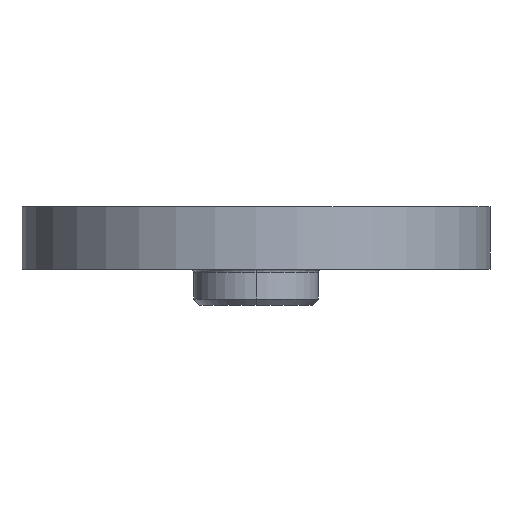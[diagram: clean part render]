
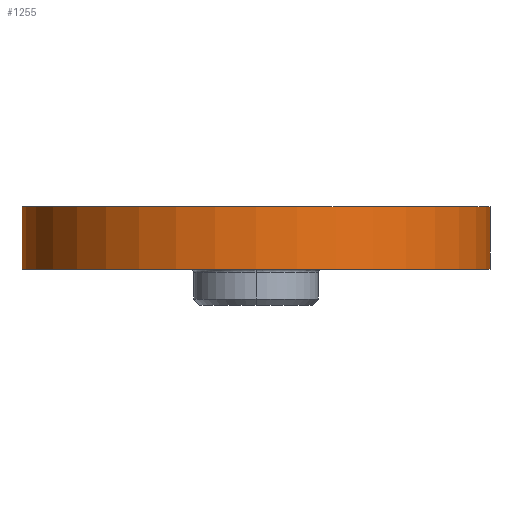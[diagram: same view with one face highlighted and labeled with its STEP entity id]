
A CAD part, left-side view. The second image highlights one B-rep face of the part: STEP entity #1255.
In plain terms, the highlighted cylindrical face has radius 37.5 mm (diameter 75 mm), a partial arc.
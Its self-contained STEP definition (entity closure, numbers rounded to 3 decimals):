
#8 = CARTESIAN_POINT ( 'NONE',  ( 0., -37.5, 10. ) ) ;
#52 = CARTESIAN_POINT ( 'NONE',  ( 0., 0., 10. ) ) ;
#228 = CARTESIAN_POINT ( 'NONE',  ( 0., -37.5, 0. ) ) ;
#260 = AXIS2_PLACEMENT_3D ( 'NONE', #1009, #762, #1256 ) ;
#272 = CIRCLE ( 'NONE', #260, 37.5 ) ;
#283 = EDGE_CURVE ( 'NONE', #1320, #609, #1388, .T. ) ;
#286 = VECTOR ( 'NONE', #1418, 1000. ) ;
#308 = DIRECTION ( 'NONE',  ( 0., 0., -1. ) ) ;
#310 = EDGE_CURVE ( 'NONE', #999, #355, #1366, .T. ) ;
#336 = CARTESIAN_POINT ( 'NONE',  ( 0., 0., 0. ) ) ;
#355 = VERTEX_POINT ( 'NONE', #228 ) ;
#418 = DIRECTION ( 'NONE',  ( 0., 0., -1. ) ) ;
#433 = ORIENTED_EDGE ( 'NONE', *, *, #310, .F. ) ;
#435 = EDGE_CURVE ( 'NONE', #1320, #999, #272, .T. ) ;
#475 = CYLINDRICAL_SURFACE ( 'NONE', #1132, 37.5 ) ;
#557 = DIRECTION ( 'NONE',  ( 0., 1., 0. ) ) ;
#564 = FACE_OUTER_BOUND ( 'NONE', #1239, .T. ) ;
#609 = VERTEX_POINT ( 'NONE', #1406 ) ;
#642 = AXIS2_PLACEMENT_3D ( 'NONE', #336, #1198, #557 ) ;
#651 = ORIENTED_EDGE ( 'NONE', *, *, #283, .T. ) ;
#762 = DIRECTION ( 'NONE',  ( 0., 0., 1. ) ) ;
#787 = CARTESIAN_POINT ( 'NONE',  ( 0., 37.5, 10. ) ) ;
#807 = CARTESIAN_POINT ( 'NONE',  ( 0., -37.5, 10. ) ) ;
#866 = VECTOR ( 'NONE', #308, 1000. ) ;
#934 = ORIENTED_EDGE ( 'NONE', *, *, #435, .F. ) ;
#999 = VERTEX_POINT ( 'NONE', #8 ) ;
#1009 = CARTESIAN_POINT ( 'NONE',  ( 0., 0., 10. ) ) ;
#1019 = ORIENTED_EDGE ( 'NONE', *, *, #1573, .F. ) ;
#1035 = DIRECTION ( 'NONE',  ( 0., 1., 0. ) ) ;
#1061 = CIRCLE ( 'NONE', #642, 37.5 ) ;
#1132 = AXIS2_PLACEMENT_3D ( 'NONE', #52, #418, #1035 ) ;
#1198 = DIRECTION ( 'NONE',  ( 0., 0., -1. ) ) ;
#1239 = EDGE_LOOP ( 'NONE', ( #433, #934, #651, #1019 ) ) ;
#1255 = ADVANCED_FACE ( 'NONE', ( #564 ), #475, .T. ) ;
#1256 = DIRECTION ( 'NONE',  ( 0., 1., 0. ) ) ;
#1320 = VERTEX_POINT ( 'NONE', #787 ) ;
#1366 = LINE ( 'NONE', #807, #866 ) ;
#1388 = LINE ( 'NONE', #1425, #286 ) ;
#1406 = CARTESIAN_POINT ( 'NONE',  ( 0., 37.5, 0. ) ) ;
#1418 = DIRECTION ( 'NONE',  ( 0., 0., -1. ) ) ;
#1425 = CARTESIAN_POINT ( 'NONE',  ( 0., 37.5, 10. ) ) ;
#1573 = EDGE_CURVE ( 'NONE', #355, #609, #1061, .T. ) ;
